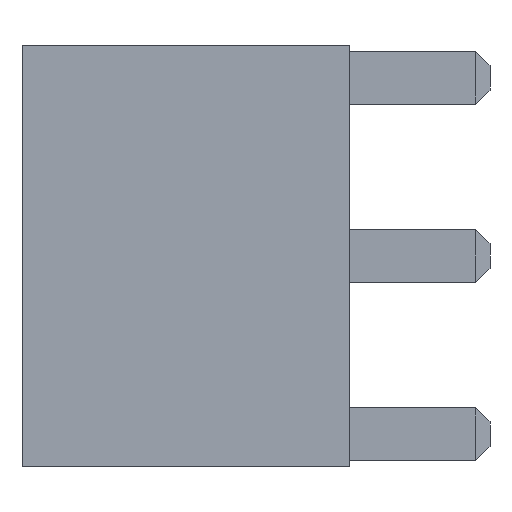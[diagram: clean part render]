
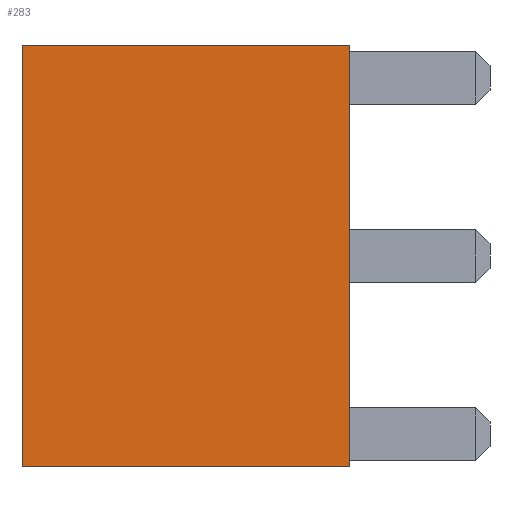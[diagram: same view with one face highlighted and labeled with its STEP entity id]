
A CAD part, left-side view. The second image highlights one B-rep face of the part: STEP entity #283.
In plain terms, the highlighted planar face has unit normal (-1, 0, 0).
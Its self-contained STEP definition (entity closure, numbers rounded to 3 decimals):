
#70 = AXIS2_PLACEMENT_3D ( 'NONE', #1600, #566, #1593 ) ;
#111 = LINE ( 'NONE', #1924, #2020 ) ;
#127 = LINE ( 'NONE', #1431, #1709 ) ;
#140 = EDGE_CURVE ( 'NONE', #3177, #1272, #1713, .T. ) ;
#283 = ADVANCED_FACE ( 'NONE', ( #3187 ), #1847, .F. ) ;
#325 = DIRECTION ( 'NONE',  ( 0., 0., 1. ) ) ;
#437 = EDGE_CURVE ( 'NONE', #2981, #3177, #127, .T. ) ;
#517 = ORIENTED_EDGE ( 'NONE', *, *, #140, .F. ) ;
#566 = DIRECTION ( 'NONE',  ( 1., 0., 0. ) ) ;
#745 = DIRECTION ( 'NONE',  ( 0., -1., 0. ) ) ;
#1015 = VECTOR ( 'NONE', #745, 1000. ) ;
#1019 = CARTESIAN_POINT ( 'NONE',  ( -4.5, 7., 4.5 ) ) ;
#1272 = VERTEX_POINT ( 'NONE', #2507 ) ;
#1311 = ORIENTED_EDGE ( 'NONE', *, *, #437, .F. ) ;
#1405 = EDGE_CURVE ( 'NONE', #2981, #1422, #1866, .T. ) ;
#1422 = VERTEX_POINT ( 'NONE', #2282 ) ;
#1431 = CARTESIAN_POINT ( 'NONE',  ( -4.5, 7., 4.5 ) ) ;
#1514 = EDGE_CURVE ( 'NONE', #1422, #1272, #111, .T. ) ;
#1593 = DIRECTION ( 'NONE',  ( 0., 0., -1. ) ) ;
#1600 = CARTESIAN_POINT ( 'NONE',  ( -4.5, 7., 4.5 ) ) ;
#1632 = VECTOR ( 'NONE', #3245, 1000. ) ;
#1709 = VECTOR ( 'NONE', #2481, 1000. ) ;
#1713 = LINE ( 'NONE', #2439, #1632 ) ;
#1847 = PLANE ( 'NONE',  #70 ) ;
#1866 = LINE ( 'NONE', #2811, #1015 ) ;
#1924 = CARTESIAN_POINT ( 'NONE',  ( -4.5, 0., 4.5 ) ) ;
#2020 = VECTOR ( 'NONE', #325, 1000. ) ;
#2093 = ORIENTED_EDGE ( 'NONE', *, *, #1405, .T. ) ;
#2282 = CARTESIAN_POINT ( 'NONE',  ( -4.5, 0., -4.5 ) ) ;
#2439 = CARTESIAN_POINT ( 'NONE',  ( -4.5, 7., 4.5 ) ) ;
#2481 = DIRECTION ( 'NONE',  ( 0., 0., 1. ) ) ;
#2507 = CARTESIAN_POINT ( 'NONE',  ( -4.5, 0., 4.5 ) ) ;
#2738 = EDGE_LOOP ( 'NONE', ( #3002, #517, #1311, #2093 ) ) ;
#2811 = CARTESIAN_POINT ( 'NONE',  ( -4.5, 7., -4.5 ) ) ;
#2981 = VERTEX_POINT ( 'NONE', #3066 ) ;
#3002 = ORIENTED_EDGE ( 'NONE', *, *, #1514, .T. ) ;
#3066 = CARTESIAN_POINT ( 'NONE',  ( -4.5, 7., -4.5 ) ) ;
#3177 = VERTEX_POINT ( 'NONE', #1019 ) ;
#3187 = FACE_OUTER_BOUND ( 'NONE', #2738, .T. ) ;
#3245 = DIRECTION ( 'NONE',  ( 0., -1., 0. ) ) ;
